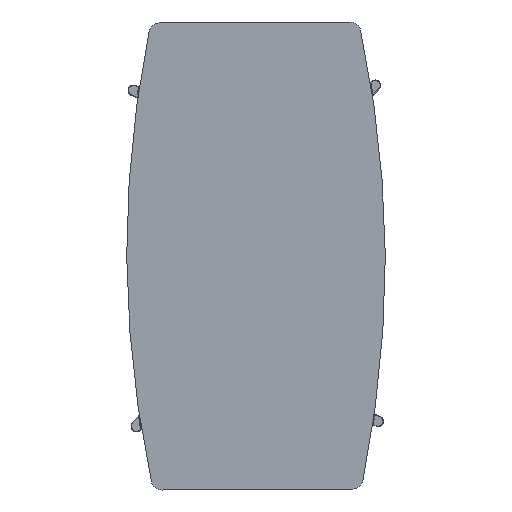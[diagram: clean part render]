
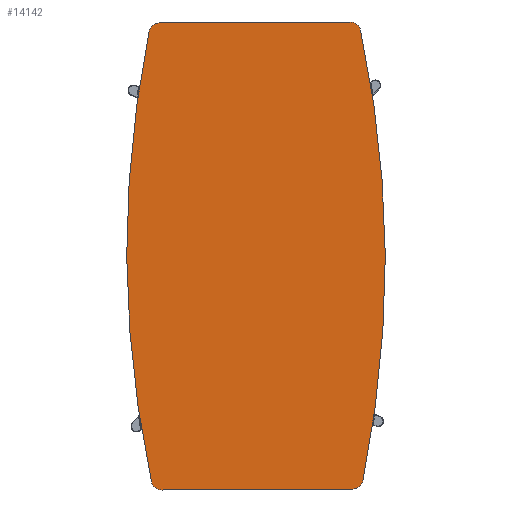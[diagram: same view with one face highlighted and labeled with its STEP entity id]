
A CAD part, left-side view. The second image highlights one B-rep face of the part: STEP entity #14142.
In plain terms, the highlighted face is planar.
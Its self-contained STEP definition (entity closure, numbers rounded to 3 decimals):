
#614 = CARTESIAN_POINT ( 'NONE',  ( 9488.308, -1714.426, 0. ) ) ;
#852 = EDGE_CURVE ( 'NONE', #14681, #2256, #15933, .T. ) ;
#937 = EDGE_CURVE ( 'NONE', #5955, #2081, #3020, .T. ) ;
#1201 = CARTESIAN_POINT ( 'NONE',  ( 8218.308, -2244.293, 0. ) ) ;
#1281 = CARTESIAN_POINT ( 'NONE',  ( 9518.308, -2244.293, 0. ) ) ;
#1490 = ORIENTED_EDGE ( 'NONE', *, *, #1941, .F. ) ;
#1582 = CARTESIAN_POINT ( 'NONE',  ( 9518.308, -1714.426, 0. ) ) ;
#1941 = EDGE_CURVE ( 'NONE', #2786, #10248, #6601, .T. ) ;
#2081 = VERTEX_POINT ( 'NONE', #12008 ) ;
#2256 = VERTEX_POINT ( 'NONE', #10958 ) ;
#2298 = ORIENTED_EDGE ( 'NONE', *, *, #2539, .F. ) ;
#2519 = AXIS2_PLACEMENT_3D ( 'NONE', #14540, #3719, #4763 ) ;
#2539 = EDGE_CURVE ( 'NONE', #10248, #10443, #12760, .T. ) ;
#2786 = VERTEX_POINT ( 'NONE', #9569 ) ;
#3020 = CIRCLE ( 'NONE', #2519, 30. ) ;
#3043 = CIRCLE ( 'NONE', #6398, 3154.359 ) ;
#3174 = EDGE_CURVE ( 'NONE', #8240, #12598, #15674, .T. ) ;
#3214 = CARTESIAN_POINT ( 'NONE',  ( 8218.308, -1979.36, 0. ) ) ;
#3274 = AXIS2_PLACEMENT_3D ( 'NONE', #3374, #13189, #7150 ) ;
#3374 = CARTESIAN_POINT ( 'NONE',  ( 8853.84, -4773.685, 0. ) ) ;
#3377 = DIRECTION ( 'NONE',  ( 1., 0., 0. ) ) ;
#3719 = DIRECTION ( 'NONE',  ( 0., 0., 1. ) ) ;
#3788 = AXIS2_PLACEMENT_3D ( 'NONE', #13770, #12619, #12537 ) ;
#3921 = DIRECTION ( 'NONE',  ( 1., 0., 0. ) ) ;
#3970 = CARTESIAN_POINT ( 'NONE',  ( 9488.308, -2244.293, 0. ) ) ;
#4042 = EDGE_CURVE ( 'NONE', #2256, #8240, #3043, .T. ) ;
#4495 = ORIENTED_EDGE ( 'NONE', *, *, #937, .F. ) ;
#4667 = DIRECTION ( 'NONE',  ( 0., 0., 1. ) ) ;
#4724 = CIRCLE ( 'NONE', #14520, 3154.359 ) ;
#4732 = AXIS2_PLACEMENT_3D ( 'NONE', #11461, #8832, #3921 ) ;
#4741 = ORIENTED_EDGE ( 'NONE', *, *, #3174, .F. ) ;
#4763 = DIRECTION ( 'NONE',  ( 1., 0., 0. ) ) ;
#5282 = ORIENTED_EDGE ( 'NONE', *, *, #13836, .F. ) ;
#5363 = CARTESIAN_POINT ( 'NONE',  ( 8853.84, 814.966, 0. ) ) ;
#5445 = DIRECTION ( 'NONE',  ( 0., 0., 1. ) ) ;
#5722 = DIRECTION ( 'NONE',  ( 0., 1., 0. ) ) ;
#5955 = VERTEX_POINT ( 'NONE', #1201 ) ;
#6032 = CARTESIAN_POINT ( 'NONE',  ( 8218.308, -1714.426, 0. ) ) ;
#6268 = CARTESIAN_POINT ( 'NONE',  ( 9518.308, -1979.36, 0. ) ) ;
#6311 = EDGE_CURVE ( 'NONE', #10443, #14261, #7304, .T. ) ;
#6398 = AXIS2_PLACEMENT_3D ( 'NONE', #7235, #4667, #7399 ) ;
#6601 = CIRCLE ( 'NONE', #12747, 3154.359 ) ;
#7150 = DIRECTION ( 'NONE',  ( 1., 0., 0. ) ) ;
#7231 = ORIENTED_EDGE ( 'NONE', *, *, #10908, .F. ) ;
#7235 = CARTESIAN_POINT ( 'NONE',  ( 8882.777, -4773.685, 0. ) ) ;
#7304 = LINE ( 'NONE', #6268, #11550 ) ;
#7399 = DIRECTION ( 'NONE',  ( 1., 0., 0. ) ) ;
#7709 = FACE_OUTER_BOUND ( 'NONE', #13496, .T. ) ;
#8138 = AXIS2_PLACEMENT_3D ( 'NONE', #3970, #10490, #8238 ) ;
#8238 = DIRECTION ( 'NONE',  ( 1., 0., 0. ) ) ;
#8240 = VERTEX_POINT ( 'NONE', #9627 ) ;
#8286 = CARTESIAN_POINT ( 'NONE',  ( 8882.777, 814.966, 0. ) ) ;
#8808 = CARTESIAN_POINT ( 'NONE',  ( 9494.401, -1685.051, 0. ) ) ;
#8832 = DIRECTION ( 'NONE',  ( 0., 0., 1. ) ) ;
#9306 = AXIS2_PLACEMENT_3D ( 'NONE', #614, #14001, #12923 ) ;
#9569 = CARTESIAN_POINT ( 'NONE',  ( 8868.308, -2339.36, 0. ) ) ;
#9627 = CARTESIAN_POINT ( 'NONE',  ( 8242.216, -1685.051, 0. ) ) ;
#9963 = DIRECTION ( 'NONE',  ( 0., 1., 0. ) ) ;
#10248 = VERTEX_POINT ( 'NONE', #15275 ) ;
#10443 = VERTEX_POINT ( 'NONE', #1281 ) ;
#10490 = DIRECTION ( 'NONE',  ( 0., 0., 1. ) ) ;
#10674 = EDGE_CURVE ( 'NONE', #5955, #12598, #12947, .T. ) ;
#10766 = ORIENTED_EDGE ( 'NONE', *, *, #10674, .T. ) ;
#10908 = EDGE_CURVE ( 'NONE', #14261, #14681, #14238, .T. ) ;
#10958 = CARTESIAN_POINT ( 'NONE',  ( 8868.308, -1619.36, 0. ) ) ;
#11461 = CARTESIAN_POINT ( 'NONE',  ( 8248.308, -2244.293, 0. ) ) ;
#11550 = VECTOR ( 'NONE', #9963, 1000. ) ;
#11649 = DIRECTION ( 'NONE',  ( 0., 0., 1. ) ) ;
#12008 = CARTESIAN_POINT ( 'NONE',  ( 8242.216, -2273.668, 0. ) ) ;
#12537 = DIRECTION ( 'NONE',  ( 1., 0., 0. ) ) ;
#12598 = VERTEX_POINT ( 'NONE', #6032 ) ;
#12619 = DIRECTION ( 'NONE',  ( 0., 0., 1. ) ) ;
#12747 = AXIS2_PLACEMENT_3D ( 'NONE', #5363, #5445, #15300 ) ;
#12760 = CIRCLE ( 'NONE', #8138, 30. ) ;
#12761 = PLANE ( 'NONE',  #4732 ) ;
#12923 = DIRECTION ( 'NONE',  ( 1., 0., 0. ) ) ;
#12947 = LINE ( 'NONE', #3214, #14488 ) ;
#13189 = DIRECTION ( 'NONE',  ( 0., 0., 1. ) ) ;
#13406 = ORIENTED_EDGE ( 'NONE', *, *, #4042, .F. ) ;
#13496 = EDGE_LOOP ( 'NONE', ( #4495, #10766, #4741, #13406, #15874, #7231, #14643, #2298, #1490, #5282 ) ) ;
#13770 = CARTESIAN_POINT ( 'NONE',  ( 8248.308, -1714.426, 0. ) ) ;
#13836 = EDGE_CURVE ( 'NONE', #2081, #2786, #4724, .T. ) ;
#14001 = DIRECTION ( 'NONE',  ( 0., 0., 1. ) ) ;
#14142 = ADVANCED_FACE ( 'NONE', ( #7709 ), #12761, .F. ) ;
#14238 = CIRCLE ( 'NONE', #9306, 30. ) ;
#14261 = VERTEX_POINT ( 'NONE', #1582 ) ;
#14488 = VECTOR ( 'NONE', #5722, 1000. ) ;
#14520 = AXIS2_PLACEMENT_3D ( 'NONE', #8286, #11649, #3377 ) ;
#14540 = CARTESIAN_POINT ( 'NONE',  ( 8248.308, -2244.293, 0. ) ) ;
#14643 = ORIENTED_EDGE ( 'NONE', *, *, #6311, .F. ) ;
#14681 = VERTEX_POINT ( 'NONE', #8808 ) ;
#15275 = CARTESIAN_POINT ( 'NONE',  ( 9494.401, -2273.668, 0. ) ) ;
#15300 = DIRECTION ( 'NONE',  ( 1., 0., 0. ) ) ;
#15674 = CIRCLE ( 'NONE', #3788, 30. ) ;
#15874 = ORIENTED_EDGE ( 'NONE', *, *, #852, .F. ) ;
#15933 = CIRCLE ( 'NONE', #3274, 3154.359 ) ;
